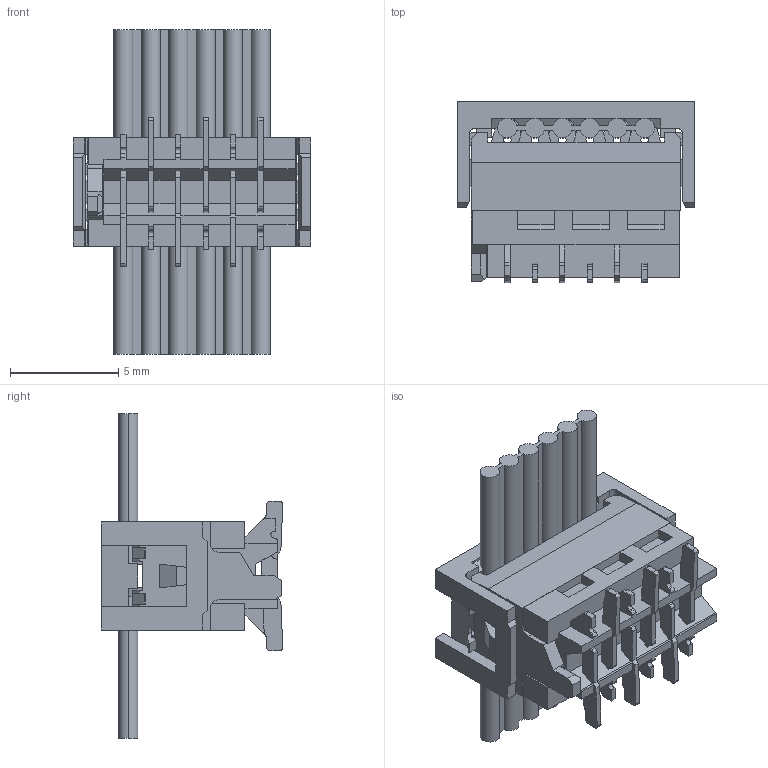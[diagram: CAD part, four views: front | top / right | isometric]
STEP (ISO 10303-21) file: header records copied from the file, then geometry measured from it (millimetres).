
FILE_DESCRIPTION (( 'STEP AP214' ), '1' );
FILE_NAME ('MICROMATCH_SMD_FTE_6P.STEP', '2022-11-28T13:31:03', ( '' ), ( '' ), 'SwSTEP 2.0', 'SolidWorks 2022', '' );
FILE_SCHEMA (( 'AUTOMOTIVE_DESIGN' ));
Length unit declared in the file: millimetre
Products named in the file (4): 3M_3364-12_6; c-188275-6.stp; c-215083-6.step; MICROMATCH_SMD_FTE_6P
Assembly tree (3 placements, depth 2):
  MICROMATCH_SMD_FTE_6P
    c-188275-6.stp
    c-215083-6.step
    3M_3364-12_6
Bounding box: 11 x 8.4 x 15 mm (x, y, z)
Volume: 380.5 mm3; surface area: 1141.4 mm2
Topology: 3 solids, 3 shells, 752 faces, 2213 edges, 1469 vertices
Faces by surface type: plane 577, cylinder 175
Entity records: 25793 total; most frequent: CARTESIAN_POINT 5410, ORIENTED_EDGE 4426, DIRECTION 3915, EDGE_CURVE 2213, VECTOR 1803, LINE 1803, VERTEX_POINT 1469, AXIS2_PLACEMENT_3D 1056
